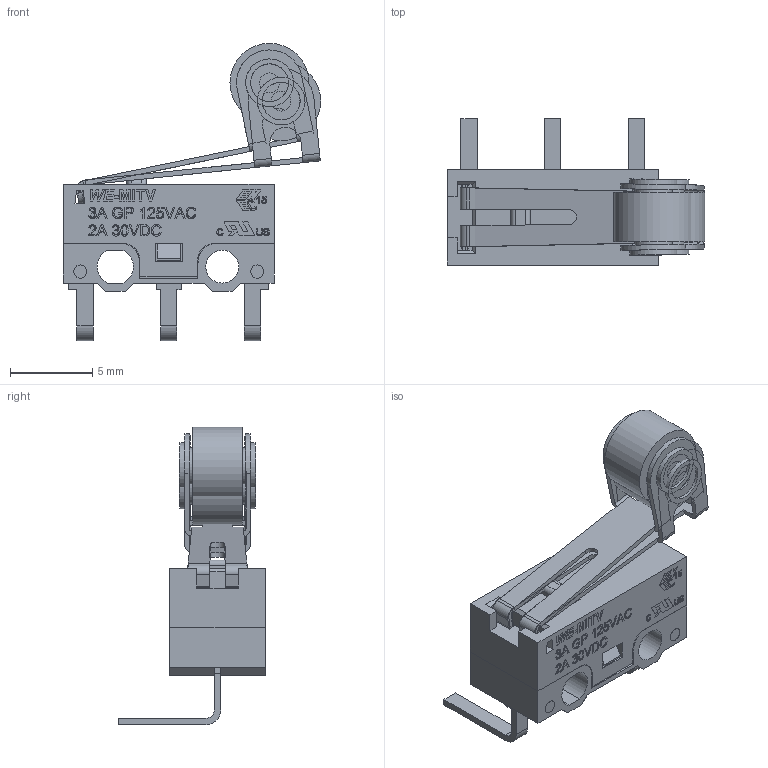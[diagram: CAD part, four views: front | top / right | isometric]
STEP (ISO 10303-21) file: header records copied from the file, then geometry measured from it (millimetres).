
FILE_DESCRIPTION(/* description */ ('Unknown'),/* implementation_level */ '2;1');
FILE_NAME(/* name */ '463093691402',/* time_stamp */ '2020-10-06T08:25:40+02:00',/* author */ ('Unknown'),/* organization */ ('Unknown'),/* preprocessor_version */ 'ST-DEVELOPER v16.7',/* originating_system */ 'DEX',/* authorisation */ $);
FILE_SCHEMA (('AUTOMOTIVE_DESIGN {1 0 10303 214 3 1 1}'));
Length unit declared in the file: millimetre
Products named in the file (9): 463093370402; Base; Roller; Straight_lever; Terminal_mir1; Button; Terminal; Terminal_middle; Cover
Assembly tree (11 placements, depth 2):
  463093370402
    Base
    Roller  x2
    Straight_lever  x2
    Terminal_mir1
    Button  x2
    Terminal
    Terminal_middle
    Cover
Bounding box: 15.63 x 8.9 x 18.07 mm (x, y, z)
Volume: 444.1 mm3; surface area: 1456.4 mm2
Topology: 11 solids, 11 shells, 734 faces, 1912 edges, 1254 vertices
Faces by surface type: plane 553, cylinder 111, bspline 62, torus 8
Full cylindrical faces by diameter (mm): 0.8 x2, 1.2 x4, 2 x1, 2.3 x12, 2.9 x4, 4.8 x2
Entity records: 24575 total; most frequent: CARTESIAN_POINT 6934, ORIENTED_EDGE 3254, DIRECTION 2467, EDGE_CURVE 1627, VERTEX_POINT 1084, LINE 993, VECTOR 993, AXIS2_PLACEMENT_3D 737
